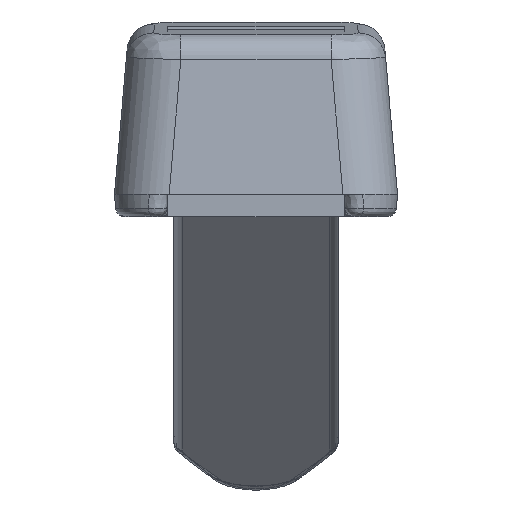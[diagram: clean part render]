
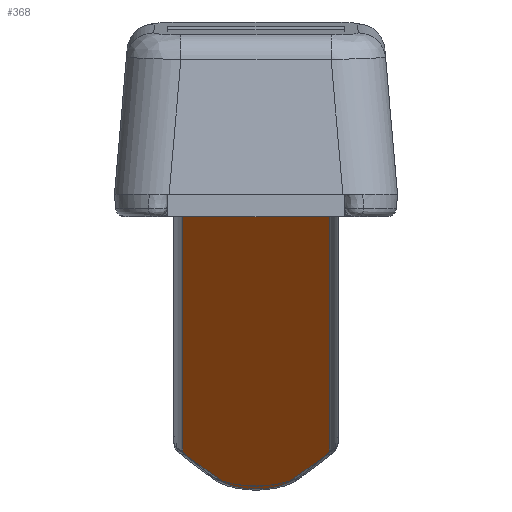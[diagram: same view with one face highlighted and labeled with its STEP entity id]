
A CAD part, front view. The second image highlights one B-rep face of the part: STEP entity #368.
In plain terms, the highlighted planar face has unit normal (0, -0.407, -0.913).
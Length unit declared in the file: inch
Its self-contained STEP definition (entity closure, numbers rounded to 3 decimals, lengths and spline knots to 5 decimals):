
#359=(
BOUNDED_CURVE()
B_SPLINE_CURVE(3,(#4305,#4306,#4307,#4308),.UNSPECIFIED.,.F.,.F.)
B_SPLINE_CURVE_WITH_KNOTS((4,4),(0.,1.),.UNSPECIFIED.)
CURVE()
GEOMETRIC_REPRESENTATION_ITEM()
RATIONAL_B_SPLINE_CURVE((1.,1.,1.,1.))
REPRESENTATION_ITEM('')
);
#361=(
BOUNDED_CURVE()
B_SPLINE_CURVE(3,(#4342,#4343,#4344,#4345),.UNSPECIFIED.,.F.,.F.)
B_SPLINE_CURVE_WITH_KNOTS((4,4),(0.,1.),.UNSPECIFIED.)
CURVE()
GEOMETRIC_REPRESENTATION_ITEM()
RATIONAL_B_SPLINE_CURVE((1.,1.,1.,1.))
REPRESENTATION_ITEM('')
);
#368=ADVANCED_FACE('',(#611),#549,.T.);
#549=PLANE('',#3082);
#611=FACE_OUTER_BOUND('',#794,.T.);
#794=EDGE_LOOP('',(#1116,#1117,#1118,#1119,#1120,#1121,#1122,#1123));
#980=CIRCLE('',#3078,0.045);
#981=CIRCLE('',#3080,0.021);
#982=CIRCLE('',#3081,0.021);
#1116=ORIENTED_EDGE('',*,*,#2260,.T.);
#1117=ORIENTED_EDGE('',*,*,#2261,.T.);
#1118=ORIENTED_EDGE('',*,*,#2262,.T.);
#1119=ORIENTED_EDGE('',*,*,#2259,.T.);
#1120=ORIENTED_EDGE('',*,*,#2256,.T.);
#1121=ORIENTED_EDGE('',*,*,#2253,.T.);
#1122=ORIENTED_EDGE('',*,*,#2263,.T.);
#1123=ORIENTED_EDGE('',*,*,#2264,.T.);
#1987=VERTEX_POINT('',#4291);
#1989=VERTEX_POINT('',#4304);
#1991=VERTEX_POINT('',#4323);
#1993=VERTEX_POINT('',#4331);
#1994=VERTEX_POINT('',#4359);
#1995=VERTEX_POINT('',#4360);
#1996=VERTEX_POINT('',#4362);
#1997=VERTEX_POINT('',#4365);
#2253=EDGE_CURVE('',#1987,#1989,#359,.T.);
#2256=EDGE_CURVE('',#1991,#1987,#980,.T.);
#2259=EDGE_CURVE('',#1993,#1991,#361,.T.);
#2260=EDGE_CURVE('',#1994,#1995,#2689,.T.);
#2261=EDGE_CURVE('',#1995,#1996,#2690,.T.);
#2262=EDGE_CURVE('',#1996,#1993,#981,.T.);
#2263=EDGE_CURVE('',#1989,#1997,#982,.T.);
#2264=EDGE_CURVE('',#1997,#1994,#2691,.T.);
#2689=LINE('',#4358,#2882);
#2690=LINE('',#4361,#2883);
#2691=LINE('',#4366,#2884);
#2882=VECTOR('',#3436,1.);
#2883=VECTOR('',#3437,1.);
#2884=VECTOR('',#3442,1.);
#3078=AXIS2_PLACEMENT_3D('',#4325,#3432,#3433);
#3080=AXIS2_PLACEMENT_3D('',#4363,#3438,#3439);
#3081=AXIS2_PLACEMENT_3D('',#4364,#3440,#3441);
#3082=AXIS2_PLACEMENT_3D('',#4367,#3443,#3444);
#3432=DIRECTION('',(0.,-0.407,-0.914));
#3433=DIRECTION('',(0.,0.914,-0.407));
#3436=DIRECTION('',(-1.,0.,0.));
#3437=DIRECTION('',(0.,0.914,-0.407));
#3438=DIRECTION('',(0.,-0.407,-0.914));
#3439=DIRECTION('',(0.,0.914,-0.407));
#3440=DIRECTION('',(0.,-0.407,-0.914));
#3441=DIRECTION('',(0.,0.914,-0.407));
#3442=DIRECTION('',(0.,-0.914,0.407));
#3443=DIRECTION('',(0.,-0.407,-0.914));
#3444=DIRECTION('',(-1.,0.,0.));
#4291=CARTESIAN_POINT('',(0.20045,7.35914,-0.32267));
#4304=CARTESIAN_POINT('',(0.24062,7.2943,-0.2938));
#4305=CARTESIAN_POINT('',(0.20045,7.35914,-0.32267));
#4306=CARTESIAN_POINT('',(0.21234,7.33686,-0.31275));
#4307=CARTESIAN_POINT('',(0.22873,7.31658,-0.30372));
#4308=CARTESIAN_POINT('',(0.24062,7.2943,-0.2938));
#4323=CARTESIAN_POINT('',(0.11955,7.35914,-0.32267));
#4325=CARTESIAN_POINT('',(0.16,7.34112,-0.31465));
#4331=CARTESIAN_POINT('',(0.07938,7.2943,-0.2938));
#4342=CARTESIAN_POINT('',(0.07938,7.2943,-0.2938));
#4343=CARTESIAN_POINT('',(0.09127,7.31658,-0.30372));
#4344=CARTESIAN_POINT('',(0.10766,7.33686,-0.31275));
#4345=CARTESIAN_POINT('',(0.11955,7.35914,-0.32267));
#4358=CARTESIAN_POINT('',(0.06725,6.68784,-0.02378));
#4359=CARTESIAN_POINT('',(0.24275,6.68784,-0.02378));
#4360=CARTESIAN_POINT('',(0.07725,6.68784,-0.02378));
#4361=CARTESIAN_POINT('',(0.07725,7.11171,-0.2125));
#4362=CARTESIAN_POINT('',(0.07725,7.28589,-0.29006));
#4363=CARTESIAN_POINT('',(0.09825,7.28589,-0.29006));
#4364=CARTESIAN_POINT('',(0.22175,7.28589,-0.29006));
#4365=CARTESIAN_POINT('',(0.24275,7.28589,-0.29006));
#4366=CARTESIAN_POINT('',(0.24275,7.11171,-0.2125));
#4367=CARTESIAN_POINT('',(0.16,7.11171,-0.2125));
